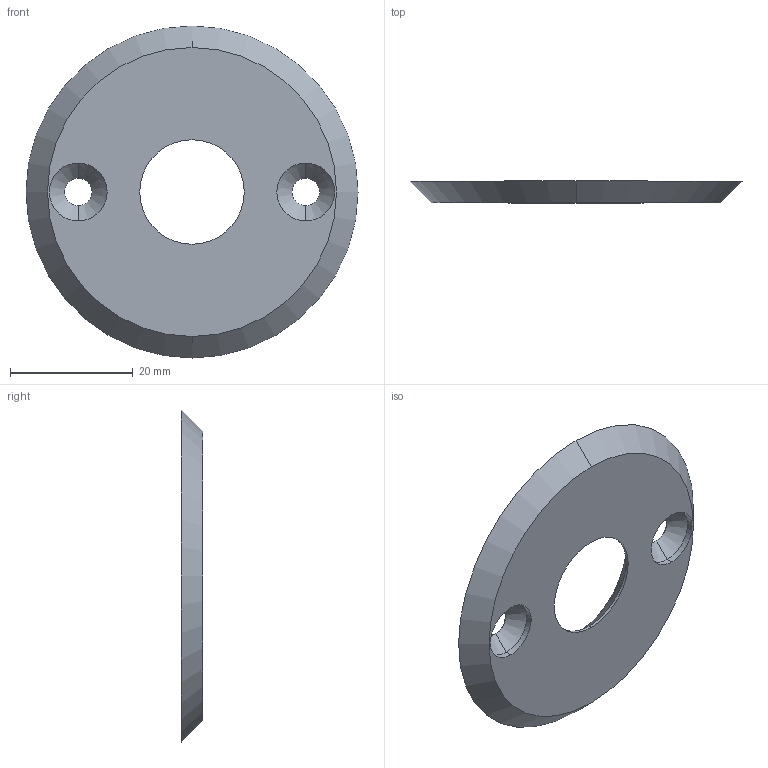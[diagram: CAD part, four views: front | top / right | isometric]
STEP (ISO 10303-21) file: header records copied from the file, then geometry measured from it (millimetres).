
FILE_DESCRIPTION (( 'STEP AP214' ), '1' );
FILE_NAME ('PER3-USI-0013A-PLATINE.STEP', '2021-07-29T07:10:46', ( '' ), ( '' ), 'SwSTEP 2.0', 'SolidWorks 2021', '' );
FILE_SCHEMA (( 'AUTOMOTIVE_DESIGN' ));
Length unit declared in the file: millimetre
Products named in the file (1): PER3-USI-0013A-PLATINE
Bounding box: 54 x 3.5 x 54 mm (x, y, z)
Volume: 5624.6 mm3; surface area: 4502.4 mm2
Topology: 1 solids, 1 shells, 20 faces, 44 edges, 26 vertices
Faces by surface type: cylinder 10, cone 8, plane 2
Entity records: 600 total; most frequent: DIRECTION 112, CARTESIAN_POINT 91, ORIENTED_EDGE 88, AXIS2_PLACEMENT_3D 47, EDGE_CURVE 44, CIRCLE 26, VERTEX_POINT 26, EDGE_LOOP 26
